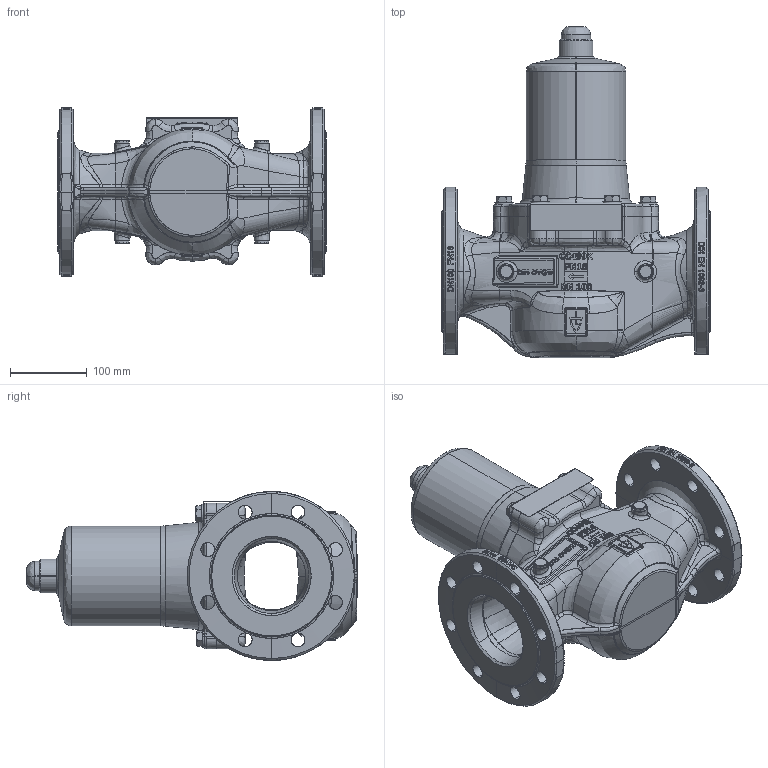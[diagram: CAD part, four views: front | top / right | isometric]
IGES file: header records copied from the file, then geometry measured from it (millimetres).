
Start section: SolidWorks IGES file using analytic representation for surfaces
Global section: file name: 631mGFO_100_FLFL_100100.IGS; native system: SolidWorks 2018; preprocessor: SolidWorks 2018; author: Stavrianos; date: 180504.111944; units: millimetre
Bounding box: 350 x 431.38 x 220 mm (x, y, z)
Surface area: 493641.5 mm2 (no closed solid volume)
Topology: 0 solids, 0 shells, 1480 faces, 29267 edges, 29249 vertices
Faces by surface type: bspline 1085, revolution 395
